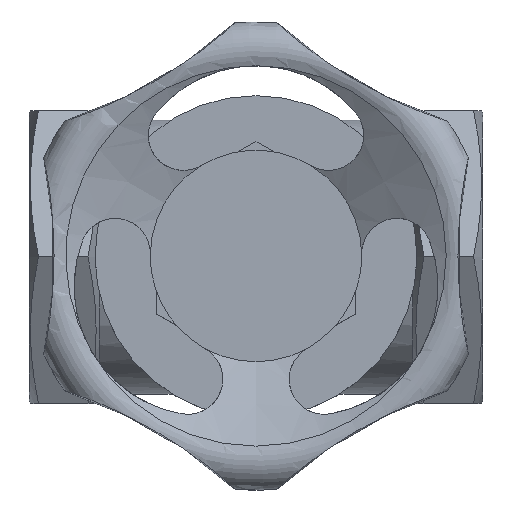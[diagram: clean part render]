
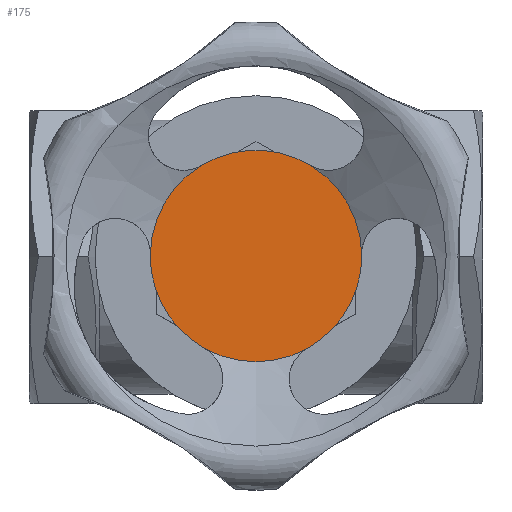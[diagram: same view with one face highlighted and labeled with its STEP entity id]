
A CAD part, top view. The second image highlights one B-rep face of the part: STEP entity #175.
In plain terms, the highlighted planar face has unit normal (0, 0, 1).
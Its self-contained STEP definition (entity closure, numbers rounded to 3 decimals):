
#175 = ADVANCED_FACE( '', ( #429 ), #430, .T. );
#429 = FACE_OUTER_BOUND( '', #711, .T. );
#430 = PLANE( '', #712 );
#711 = EDGE_LOOP( '', ( #1569, #1570, #1571, #1572, #1573, #1574 ) );
#712 = AXIS2_PLACEMENT_3D( '', #1575, #1576, #1577 );
#1569 = ORIENTED_EDGE( '', *, *, #1949, .F. );
#1570 = ORIENTED_EDGE( '', *, *, #2031, .F. );
#1571 = ORIENTED_EDGE( '', *, *, #1934, .F. );
#1572 = ORIENTED_EDGE( '', *, *, #2068, .F. );
#1573 = ORIENTED_EDGE( '', *, *, #1924, .F. );
#1574 = ORIENTED_EDGE( '', *, *, #2067, .F. );
#1575 = CARTESIAN_POINT( '', ( -18.072, 0., 112.8 ) );
#1576 = DIRECTION( '', ( 0., 0., 1. ) );
#1577 = DIRECTION( '', ( 1., 0., 0. ) );
#1924 = EDGE_CURVE( '', #2352, #2342, #2353, .F. );
#1934 = EDGE_CURVE( '', #2368, #2369, #2370, .F. );
#1949 = EDGE_CURVE( '', #2394, #2395, #2396, .T. );
#2031 = EDGE_CURVE( '', #2369, #2394, #2536, .T. );
#2067 = EDGE_CURVE( '', #2395, #2352, #2587, .T. );
#2068 = EDGE_CURVE( '', #2342, #2368, #2588, .T. );
#2342 = VERTEX_POINT( '', #3254 );
#2352 = VERTEX_POINT( '', #3328 );
#2353 = CIRCLE( '', #3329, 18.072 );
#2368 = VERTEX_POINT( '', #3475 );
#2369 = VERTEX_POINT( '', #3476 );
#2370 = CIRCLE( '', #3477, 18.072 );
#2394 = VERTEX_POINT( '', #3696 );
#2395 = VERTEX_POINT( '', #3697 );
#2396 = CIRCLE( '', #3698, 18.072 );
#2536 = CIRCLE( '', #4657, 18.072 );
#2587 = CIRCLE( '', #4743, 18.072 );
#2588 = CIRCLE( '', #4744, 18.072 );
#3254 = CARTESIAN_POINT( '', ( 8.755, -15.809, 112.8 ) );
#3328 = CARTESIAN_POINT( '', ( 18.069, 0.323, 112.8 ) );
#3329 = AXIS2_PLACEMENT_3D( '', #4980, #4981, #4982 );
#3475 = CARTESIAN_POINT( '', ( -8.755, -15.809, 112.8 ) );
#3476 = CARTESIAN_POINT( '', ( -18.069, 0.323, 112.8 ) );
#3477 = AXIS2_PLACEMENT_3D( '', #4991, #4992, #4993 );
#3696 = CARTESIAN_POINT( '', ( -9.314, 15.487, 112.8 ) );
#3697 = CARTESIAN_POINT( '', ( 9.314, 15.487, 112.8 ) );
#3698 = AXIS2_PLACEMENT_3D( '', #5007, #5008, #5009 );
#4657 = AXIS2_PLACEMENT_3D( '', #5164, #5165, #5166 );
#4743 = AXIS2_PLACEMENT_3D( '', #5202, #5203, #5204 );
#4744 = AXIS2_PLACEMENT_3D( '', #5205, #5206, #5207 );
#4980 = CARTESIAN_POINT( '', ( 0., 0., 112.8 ) );
#4981 = DIRECTION( '', ( 0., 0., 1. ) );
#4982 = DIRECTION( '', ( 1., 0., 0. ) );
#4991 = CARTESIAN_POINT( '', ( 0., 0., 112.8 ) );
#4992 = DIRECTION( '', ( 0., 0., 1. ) );
#4993 = DIRECTION( '', ( 1., 0., 0. ) );
#5007 = CARTESIAN_POINT( '', ( 0., 0., 112.8 ) );
#5008 = DIRECTION( '', ( 0., 0., -1. ) );
#5009 = DIRECTION( '', ( -1., 0., 0. ) );
#5164 = CARTESIAN_POINT( '', ( 0., 0., 112.8 ) );
#5165 = DIRECTION( '', ( 0., 0., -1. ) );
#5166 = DIRECTION( '', ( -1., 0., 0. ) );
#5202 = CARTESIAN_POINT( '', ( 0., 0., 112.8 ) );
#5203 = DIRECTION( '', ( 0., 0., -1. ) );
#5204 = DIRECTION( '', ( -1., 0., 0. ) );
#5205 = CARTESIAN_POINT( '', ( 0., 0., 112.8 ) );
#5206 = DIRECTION( '', ( 0., 0., -1. ) );
#5207 = DIRECTION( '', ( -1., 0., 0. ) );
